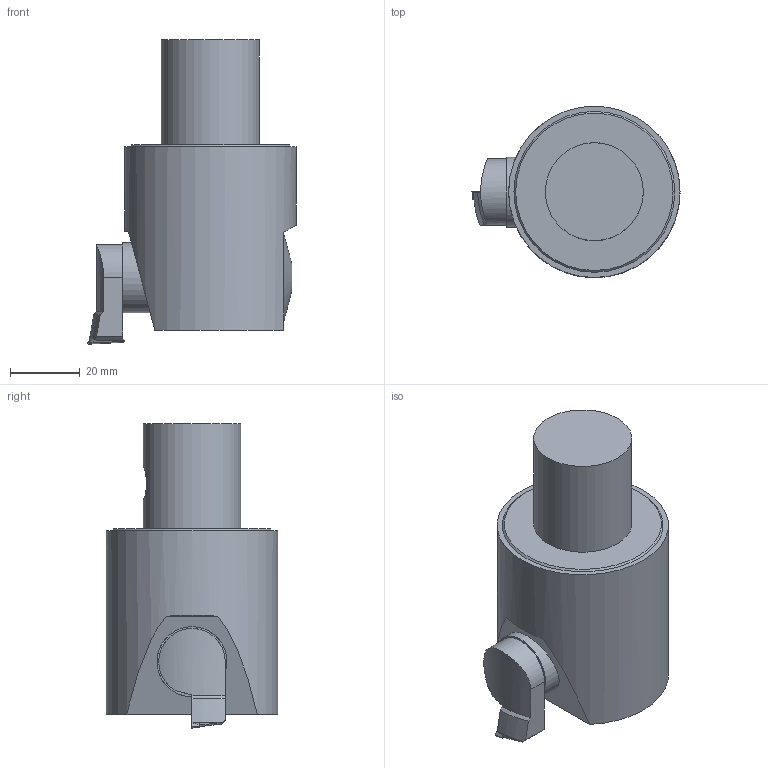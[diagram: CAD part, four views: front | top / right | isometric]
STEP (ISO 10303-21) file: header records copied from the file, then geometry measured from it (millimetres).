
FILE_DESCRIPTION((''),'1');
FILE_NAME('EWB53-70CK5_EBH5-1_new.stp','2023-03-07T01:24:52',(''),(''),'Spatial Interop R21 SP3','Kubotek KeyCreator 2011 V10.0.2 (22737)',' ');
FILE_SCHEMA(('automotive_design'));
Length unit declared in the file: millimetre
Products named in the file (4): 240[2]; 241[3]
Bounding box: 59.5 x 49 x 87 mm (x, y, z)
Volume: 115636 mm3; surface area: 19124.5 mm2
Topology: 4 solids, 4 shells, 53 faces, 121 edges, 82 vertices
Faces by surface type: plane 32, cylinder 12, cone 8, bspline 1
Full cylindrical faces by diameter (mm): 2.5 x2, 10.3 x1, 20 x2, 28 x1, 49 x1
Entity records: 2856 total; most frequent: CARTESIAN_POINT 395, DIRECTION 254, PRESENTATION_STYLE_ASSIGNMENT 223, COLOUR_RGB 223, ORIENTED_EDGE 218, STYLED_ITEM 166, CURVE_STYLE 166, DRAUGHTING_PRE_DEFINED_CURVE_FONT 166
